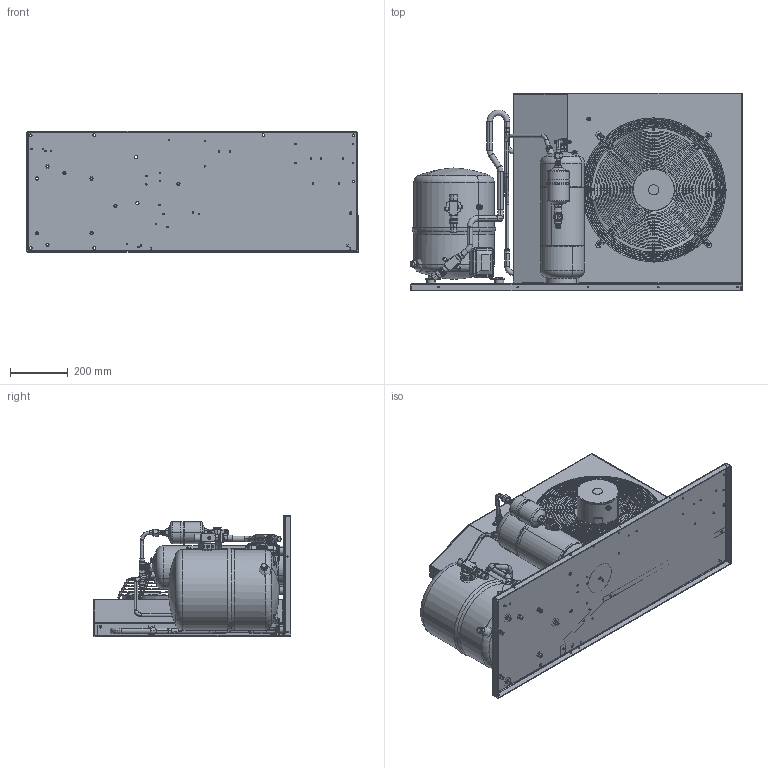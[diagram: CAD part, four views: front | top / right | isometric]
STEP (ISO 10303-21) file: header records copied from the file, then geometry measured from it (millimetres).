
FILE_DESCRIPTION (( 'STEP AP214' ), '1' );
FILE_NAME ('HJM064D.STEP', '2015-03-02T11:30:04', ( '' ), ( '' ), 'SwSTEP 2.0', 'SolidWorks 2014', '' );
FILE_SCHEMA (( 'AUTOMOTIVE_DESIGN' ));
Length unit declared in the file: millimetre
Products named in the file (20): 191U129417; 191U163526; HJM064D; 191U161336; 118U601108; 6804503V04 - VALV SERV V04_STANDART; 6804505V07 - VALV SERV V07_STANDART; COMPRESSOR DANFOSS MODELO MT44-80; 023Z8044; 191U124507; 191U135720; hptech_450; 191U138308 450MM; 191U137300 MOTOR 450 WEG ; 021F0138; 191U124527-Lateral; 191U124517-Coifa; 191U165525; 014-0075; 6804501V06 - VALV SERV V06_STANDART
Assembly tree (19 placements, depth 4):
  HJM064D
    191U129417
    6804501V06 - VALV SERV V06_STANDART
    014-0075
    191U165525
    191U124507
      191U124517-Coifa
      191U124527-Lateral
      021F0138
      191U135720
        191U137300 MOTOR 450 WEG 
        191U138308 450MM
        hptech_450
    023Z8044
    COMPRESSOR DANFOSS MODELO MT44-80
    6804505V07 - VALV SERV V07_STANDART
    6804503V04 - VALV SERV V04_STANDART
    118U601108
    191U161336
    191U163526
Bounding box: 1153.98 x 687.4 x 422.4 mm (x, y, z)
Volume: 28194759.6 mm3; surface area: 5498192.9 mm2
Topology: 106 solids, 132 shells, 3113 faces, 7698 edges, 4841 vertices
Faces by surface type: cylinder 1404, plane 979, torus 350, cone 296, bspline 78, sphere 6
Entity records: 118560 total; most frequent: CARTESIAN_POINT 28344, DIRECTION 16507, ORIENTED_EDGE 15214, EDGE_CURVE 7670, AXIS2_PLACEMENT_3D 6553, VERTEX_POINT 4841, EDGE_LOOP 3550, CIRCLE 3493
